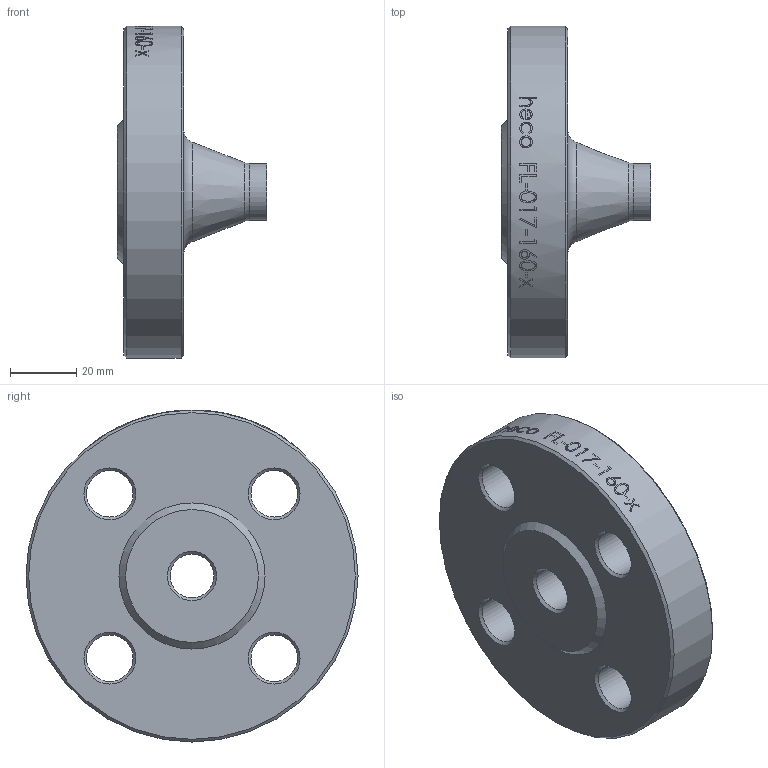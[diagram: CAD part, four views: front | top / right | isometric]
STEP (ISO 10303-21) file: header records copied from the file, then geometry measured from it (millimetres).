
FILE_DESCRIPTION (( 'STEP AP214' ), '1' );
FILE_NAME ('FL-017-160-x Vorschweissflansch DIN2638 EN1092 2103.STEP', '2021-03-15T09:39:08', ( '' ), ( '' ), 'SwSTEP 2.0', 'SolidWorks 2019', '' );
FILE_SCHEMA (( 'AUTOMOTIVE_DESIGN' ));
Length unit declared in the file: millimetre
Products named in the file (1): FL-017-160-x Vorschweissflansch DIN2638 EN1092 2103
Bounding box: 45 x 100 x 100 mm (x, y, z)
Volume: 137315.1 mm3; surface area: 25784.6 mm2
Topology: 1 solids, 1 shells, 47 faces, 197 edges, 174 vertices
Faces by surface type: cylinder 28, cone 13, plane 4, torus 2
Full cylindrical faces by diameter (mm): 13.2 x1, 14 x4, 17.2 x1, 100 x1
Entity records: 4393 total; most frequent: CARTESIAN_POINT 2676, ORIENTED_EDGE 332, DIRECTION 242, VERTEX_POINT 166, EDGE_CURVE 166, AXIS2_PLACEMENT_3D 109, EDGE_LOOP 102, B_SPLINE_CURVE_WITH_KNOTS 81
